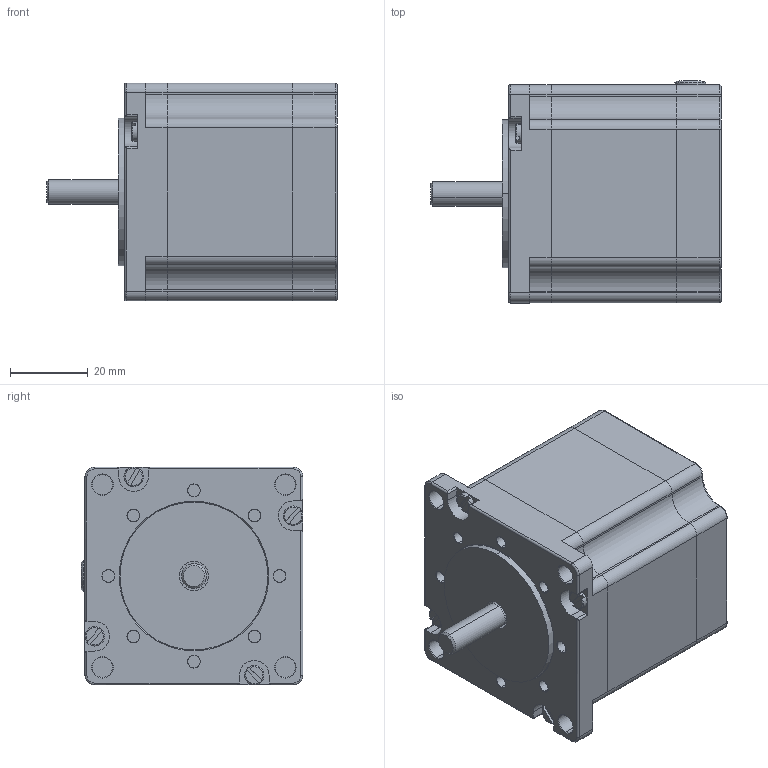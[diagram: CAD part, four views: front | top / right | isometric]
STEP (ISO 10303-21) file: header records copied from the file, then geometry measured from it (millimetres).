
FILE_DESCRIPTION (( 'STEP AP203' ), '1' );
FILE_NAME ('D57-1.STEP', '2018-04-04T13:58:20', ( '' ), ( '' ), 'SwSTEP 2.0', 'SolidWorks 2018', '' );
FILE_SCHEMA (( 'CONFIG_CONTROL_DESIGN' ));
Length unit declared in the file: millimetre
Products named in the file (1): D57-1
Bounding box: 74.6 x 57 x 56 mm (x, y, z)
Volume: 145627 mm3; surface area: 24437 mm2
Topology: 2 solids, 2 shells, 356 faces, 805 edges, 486 vertices
Faces by surface type: cylinder 151, plane 117, cone 54, torus 34
Entity records: 10053 total; most frequent: DIRECTION 1880, CARTESIAN_POINT 1762, ORIENTED_EDGE 1610, EDGE_CURVE 805, AXIS2_PLACEMENT_3D 744, VERTEX_POINT 486, LINE 392, VECTOR 392
